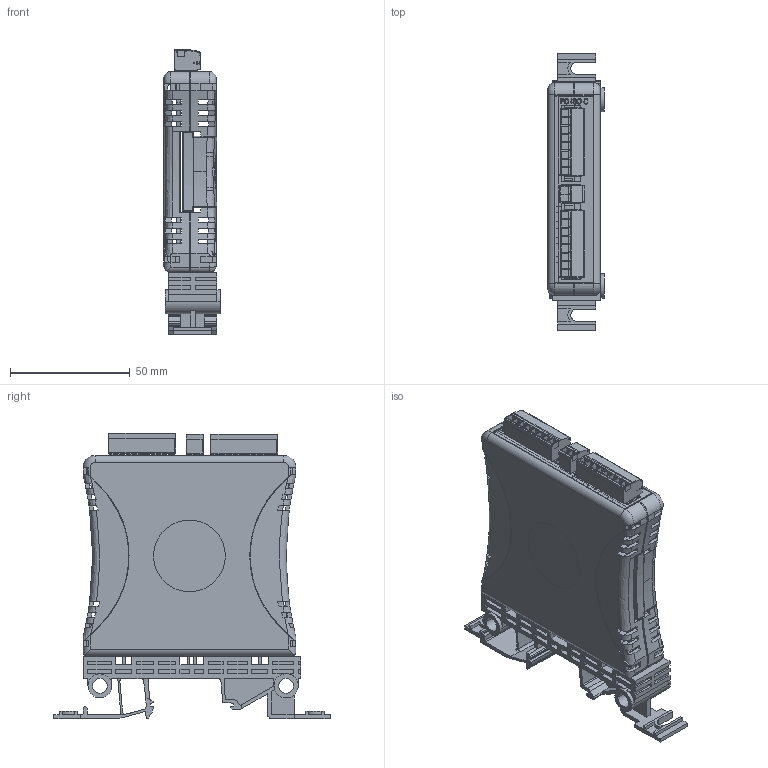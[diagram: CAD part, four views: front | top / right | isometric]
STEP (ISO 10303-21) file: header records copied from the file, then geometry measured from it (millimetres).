
FILE_DESCRIPTION (( 'STEP AP214' ), '1' );
FILE_NAME ('FC-ISO-C mod n2 comb coord fXT.STEP', '2020-09-09T16:18:30', ( '' ), ( '' ), 'SwSTEP 2.0', 'SolidWorks 2017', '' );
FILE_SCHEMA (( 'AUTOMOTIVE_DESIGN' ));
Length unit declared in the file: inch
Products named in the file (1): FC-ISO-C mod n2 comb coord fXT
Bounding box: 23.6 x 115.55 x 119.42 mm (x, y, z)
Volume: 66162.9 mm3; surface area: 87946.8 mm2
Topology: 20 solids, 38 shells, 5006 faces, 13532 edges, 8829 vertices
Faces by surface type: plane 3560, cylinder 1066, bspline 235, cone 76, torus 69
Entity records: 187164 total; most frequent: CARTESIAN_POINT 43798, ORIENTED_EDGE 27060, DIRECTION 24295, EDGE_CURVE 13530, VECTOR 9887, LINE 9887, VERTEX_POINT 8829, AXIS2_PLACEMENT_3D 7204
